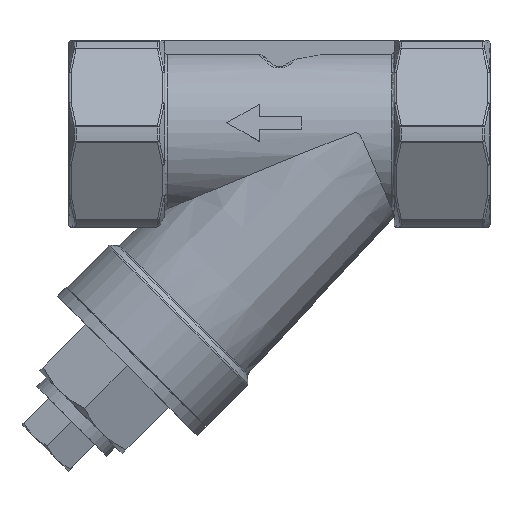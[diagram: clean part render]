
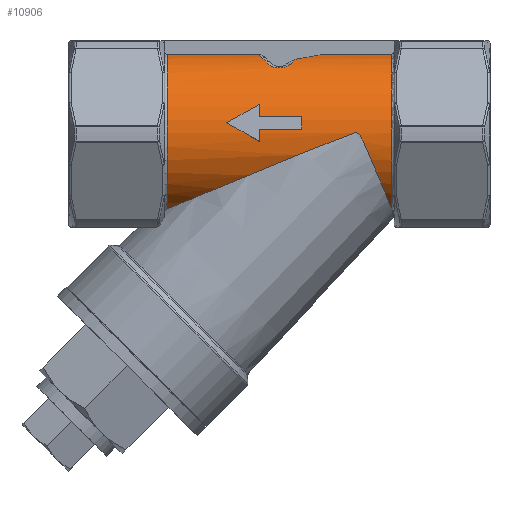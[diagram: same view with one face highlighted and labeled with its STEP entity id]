
A CAD part, top view. The second image highlights one B-rep face of the part: STEP entity #10906.
In plain terms, the highlighted cylindrical face has radius 17.5 mm (diameter 35 mm), a partial arc.
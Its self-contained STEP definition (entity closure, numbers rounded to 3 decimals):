
#214=CYLINDRICAL_SURFACE('',#11617,17.5);
#610=CIRCLE('',#11618,17.5);
#611=CIRCLE('',#11619,17.5);
#1024=ELLIPSE('',#11620,100.778,17.5);
#1078=B_SPLINE_CURVE_WITH_KNOTS('',3,(#15055,#15056,#15057,#15058,#15059,
#15060,#15061,#15062,#15063,#15064,#15065,#15066,#15067,#15068,#15069,#15070,
#15071,#15072,#15073,#15074,#15075,#15076,#15077,#15078,#15079,#15080,#15081,
#15082,#15083,#15084,#15085,#15086,#15087,#15088),.UNSPECIFIED.,.F.,.F.,
(4,1,1,1,1,1,1,1,1,1,1,1,1,1,1,1,1,1,1,1,1,1,1,1,1,1,1,1,1,1,1,4),(0.,
0.004,0.008,0.013,0.017,
0.021,0.025,0.03,0.034,
0.036,0.038,0.04,0.041,
0.042,0.043,0.045,0.045,
0.046,0.046,0.047,0.047,
0.048,0.049,0.05,0.051,
0.053,0.055,0.057,0.059,
0.062,0.064,0.068),.UNSPECIFIED.);
#1085=B_SPLINE_CURVE_WITH_KNOTS('',3,(#15129,#15130,#15131,#15132),
 .UNSPECIFIED.,.F.,.F.,(4,4),(0.,0.001),
 .UNSPECIFIED.);
#1086=B_SPLINE_CURVE_WITH_KNOTS('',3,(#15135,#15136,#15137,#15138,#15139,
#15140,#15141,#15142,#15143,#15144,#15145,#15146,#15147,#15148,#15149,#15150,
#15151,#15152,#15153,#15154,#15155,#15156),.UNSPECIFIED.,.F.,.F.,(4,1,1,
1,1,1,1,1,1,1,1,1,1,1,1,1,1,1,1,4),(0.,0.125,0.188,0.219,0.25,0.281,
0.313,0.344,0.375,0.438,0.5,0.563,0.625,0.688,0.719,0.75,0.781,
0.813,0.875,1.),.UNSPECIFIED.);
#1087=B_SPLINE_CURVE_WITH_KNOTS('',3,(#15158,#15159,#15160,#15161),
 .UNSPECIFIED.,.F.,.F.,(4,4),(0.,1.),.UNSPECIFIED.);
#1088=B_SPLINE_CURVE_WITH_KNOTS('',3,(#15163,#15164,#15165,#15166),
 .UNSPECIFIED.,.F.,.F.,(4,4),(0.,1.),.UNSPECIFIED.);
#1959=ORIENTED_EDGE('',*,*,#4746,.F.);
#1960=ORIENTED_EDGE('',*,*,#4747,.T.);
#1961=ORIENTED_EDGE('',*,*,#4748,.T.);
#1962=ORIENTED_EDGE('',*,*,#4749,.T.);
#1963=ORIENTED_EDGE('',*,*,#4750,.T.);
#1964=ORIENTED_EDGE('',*,*,#4751,.T.);
#1965=ORIENTED_EDGE('',*,*,#4737,.T.);
#1966=ORIENTED_EDGE('',*,*,#4752,.T.);
#1967=ORIENTED_EDGE('',*,*,#4753,.T.);
#1968=ORIENTED_EDGE('',*,*,#4754,.F.);
#4737=EDGE_CURVE('',#6135,#6134,#1078,.T.);
#4746=EDGE_CURVE('',#6143,#6144,#1085,.T.);
#4747=EDGE_CURVE('',#6143,#6145,#1086,.T.);
#4748=EDGE_CURVE('',#6145,#6146,#1087,.T.);
#4749=EDGE_CURVE('',#6146,#6147,#1088,.T.);
#4750=EDGE_CURVE('',#6147,#6148,#7191,.T.);
#4751=EDGE_CURVE('',#6148,#6135,#610,.T.);
#4752=EDGE_CURVE('',#6134,#6149,#611,.T.);
#4753=EDGE_CURVE('',#6149,#6150,#7192,.T.);
#4754=EDGE_CURVE('',#6144,#6150,#1024,.T.);
#6134=VERTEX_POINT('',#15054);
#6135=VERTEX_POINT('',#15089);
#6143=VERTEX_POINT('',#15133);
#6144=VERTEX_POINT('',#15134);
#6145=VERTEX_POINT('',#15157);
#6146=VERTEX_POINT('',#15162);
#6147=VERTEX_POINT('',#15167);
#6148=VERTEX_POINT('',#15169);
#6149=VERTEX_POINT('',#15172);
#6150=VERTEX_POINT('',#15174);
#7191=LINE('',#15168,#7352);
#7192=LINE('',#15173,#7353);
#7352=VECTOR('',#12692,1000.);
#7353=VECTOR('',#12697,1000.);
#7507=EDGE_LOOP('',(#1959,#1960,#1961,#1962,#1963,#1964,#1965,#1966,#1967,
#1968));
#9179=FACE_BOUND('',#7507,.T.);
#10906=ADVANCED_FACE('',(#9179),#214,.T.);
#11617=AXIS2_PLACEMENT_3D('',#15128,#12690,#12691);
#11618=AXIS2_PLACEMENT_3D('',#15170,#12693,#12694);
#11619=AXIS2_PLACEMENT_3D('',#15171,#12695,#12696);
#11620=AXIS2_PLACEMENT_3D('',#15175,#12698,#12699);
#12690=DIRECTION('',(1.,0.,0.));
#12691=DIRECTION('',(0.,0.,-1.));
#12692=DIRECTION('',(-1.,0.,0.));
#12693=DIRECTION('',(1.,0.,0.));
#12694=DIRECTION('',(0.,0.,1.));
#12695=DIRECTION('',(-1.,0.,0.));
#12696=DIRECTION('',(0.,0.,-1.));
#12697=DIRECTION('',(-1.,0.,0.));
#12698=DIRECTION('',(-0.174,0.985,0.));
#12699=DIRECTION('',(0.985,0.174,0.));
#15054=CARTESIAN_POINT('',(24.,-16.007,7.072));
#15055=CARTESIAN_POINT('',(-24.,-16.021,7.042));
#15056=CARTESIAN_POINT('',(-22.997,-15.606,7.984));
#15057=CARTESIAN_POINT('',(-20.837,-14.714,9.585));
#15058=CARTESIAN_POINT('',(-17.314,-13.259,11.496));
#15059=CARTESIAN_POINT('',(-13.632,-11.739,13.033));
#15060=CARTESIAN_POINT('',(-9.905,-10.2,14.262));
#15061=CARTESIAN_POINT('',(-6.122,-8.639,15.255));
#15062=CARTESIAN_POINT('',(-2.296,-7.06,16.044));
#15063=CARTESIAN_POINT('',(1.567,-5.468,16.652));
#15064=CARTESIAN_POINT('',(4.82,-4.129,17.021));
#15065=CARTESIAN_POINT('',(7.432,-3.056,17.237));
#15066=CARTESIAN_POINT('',(9.394,-2.253,17.361));
#15067=CARTESIAN_POINT('',(11.032,-1.587,17.431));
#15068=CARTESIAN_POINT('',(12.345,-1.059,17.469));
#15069=CARTESIAN_POINT('',(13.332,-0.667,17.489));
#15070=CARTESIAN_POINT('',(14.323,-0.286,17.499));
#15071=CARTESIAN_POINT('',(15.157,0.017,17.501));
#15072=CARTESIAN_POINT('',(15.833,0.211,17.499));
#15073=CARTESIAN_POINT('',(16.362,0.315,17.497));
#15074=CARTESIAN_POINT('',(16.896,0.164,17.5));
#15075=CARTESIAN_POINT('',(17.236,-0.273,17.5));
#15076=CARTESIAN_POINT('',(17.502,-0.73,17.487));
#15077=CARTESIAN_POINT('',(17.82,-1.363,17.452));
#15078=CARTESIAN_POINT('',(18.186,-2.168,17.374));
#15079=CARTESIAN_POINT('',(18.608,-3.13,17.227));
#15080=CARTESIAN_POINT('',(19.151,-4.398,16.96));
#15081=CARTESIAN_POINT('',(19.807,-5.951,16.496));
#15082=CARTESIAN_POINT('',(20.568,-7.766,15.725));
#15083=CARTESIAN_POINT('',(21.296,-9.507,14.737));
#15084=CARTESIAN_POINT('',(21.964,-11.112,13.568));
#15085=CARTESIAN_POINT('',(22.581,-12.594,12.208));
#15086=CARTESIAN_POINT('',(23.327,-14.389,10.125));
#15087=CARTESIAN_POINT('',(23.764,-15.44,8.356));
#15088=CARTESIAN_POINT('',(24.,-16.007,7.072));
#15089=CARTESIAN_POINT('',(-24.,-16.021,7.042));
#15128=CARTESIAN_POINT('',(41.804,0.,0.));
#15129=CARTESIAN_POINT('',(3.217,15.884,7.345));
#15130=CARTESIAN_POINT('',(3.458,15.969,7.162));
#15131=CARTESIAN_POINT('',(3.716,16.039,7.));
#15132=CARTESIAN_POINT('',(4.004,16.09,6.882));
#15133=CARTESIAN_POINT('',(3.217,15.884,7.345));
#15134=CARTESIAN_POINT('',(4.004,16.09,6.882));
#15135=CARTESIAN_POINT('',(3.217,15.884,7.345));
#15136=CARTESIAN_POINT('',(3.098,15.708,7.725));
#15137=CARTESIAN_POINT('',(2.895,15.447,8.235));
#15138=CARTESIAN_POINT('',(2.62,15.172,8.724));
#15139=CARTESIAN_POINT('',(2.445,15.019,8.984));
#15140=CARTESIAN_POINT('',(2.326,14.923,9.141));
#15141=CARTESIAN_POINT('',(2.128,14.778,9.375));
#15142=CARTESIAN_POINT('',(1.947,14.66,9.558));
#15143=CARTESIAN_POINT('',(1.777,14.561,9.708));
#15144=CARTESIAN_POINT('',(1.469,14.406,9.937));
#15145=CARTESIAN_POINT('',(1.068,14.254,10.153));
#15146=CARTESIAN_POINT('',(0.595,14.145,10.304));
#15147=CARTESIAN_POINT('',(0.019,14.097,10.369));
#15148=CARTESIAN_POINT('',(-0.509,14.132,10.321));
#15149=CARTESIAN_POINT('',(-0.948,14.228,10.19));
#15150=CARTESIAN_POINT('',(-1.281,14.337,10.035));
#15151=CARTESIAN_POINT('',(-1.553,14.45,9.873));
#15152=CARTESIAN_POINT('',(-1.72,14.531,9.752));
#15153=CARTESIAN_POINT('',(-1.967,14.666,9.549));
#15154=CARTESIAN_POINT('',(-2.357,14.927,9.143));
#15155=CARTESIAN_POINT('',(-2.652,15.198,8.685));
#15156=CARTESIAN_POINT('',(-2.828,15.391,8.329));
#15157=CARTESIAN_POINT('',(-2.828,15.391,8.329));
#15158=CARTESIAN_POINT('',(-2.828,15.391,8.329));
#15159=CARTESIAN_POINT('',(-3.178,15.773,7.623));
#15160=CARTESIAN_POINT('',(-3.479,16.102,6.899));
#15161=CARTESIAN_POINT('',(-3.732,16.379,6.163));
#15162=CARTESIAN_POINT('',(-3.732,16.379,6.163));
#15163=CARTESIAN_POINT('',(-3.732,16.379,6.163));
#15164=CARTESIAN_POINT('',(-3.955,16.623,5.514));
#15165=CARTESIAN_POINT('',(-4.224,16.85,4.794));
#15166=CARTESIAN_POINT('',(-4.538,17.037,4.));
#15167=CARTESIAN_POINT('',(-4.538,17.037,4.));
#15168=CARTESIAN_POINT('',(41.804,17.037,4.));
#15169=CARTESIAN_POINT('',(-24.,17.037,4.));
#15170=CARTESIAN_POINT('',(-24.,0.,0.));
#15171=CARTESIAN_POINT('',(24.,0.,0.));
#15172=CARTESIAN_POINT('',(24.,17.037,4.));
#15173=CARTESIAN_POINT('',(41.804,17.037,4.));
#15174=CARTESIAN_POINT('',(9.373,17.037,4.));
#15175=CARTESIAN_POINT('',(-87.247,0.,0.));
